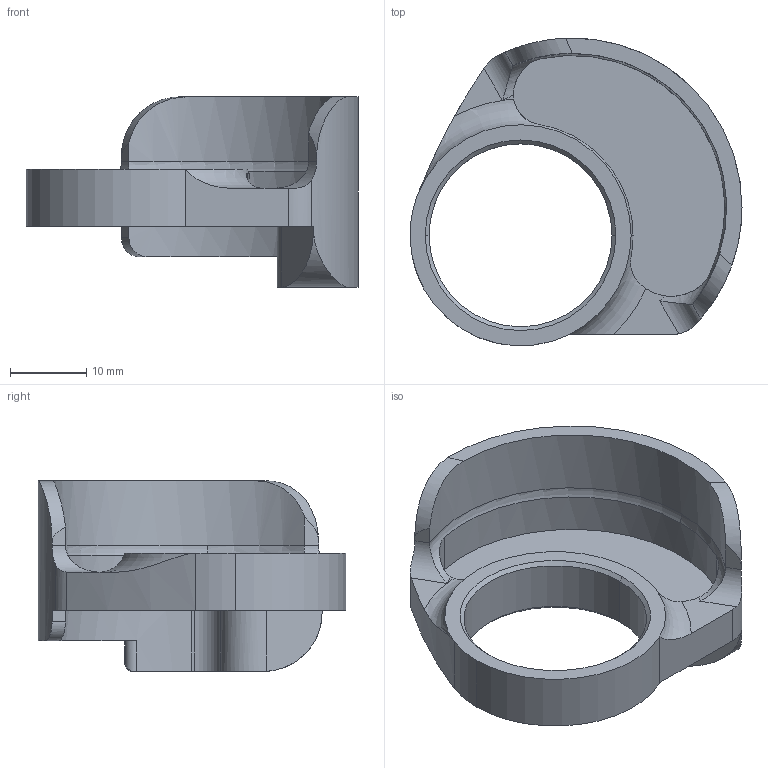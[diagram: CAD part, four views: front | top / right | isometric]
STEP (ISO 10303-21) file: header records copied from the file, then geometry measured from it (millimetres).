
FILE_DESCRIPTION (( 'STEP AP214' ), '1' );
FILE_NAME ('DR2073R.STEP', '2023-07-14T16:18:12', ( '' ), ( '' ), 'SwSTEP 2.0', 'SolidWorks 2022', '' );
FILE_SCHEMA (( 'AUTOMOTIVE_DESIGN' ));
Length unit declared in the file: millimetre
Products named in the file (1): DR2073R
Bounding box: 43.55 x 40.32 x 25 mm (x, y, z)
Volume: 6463.5 mm3; surface area: 5610.3 mm2
Topology: 1 solids, 1 shells, 55 faces, 151 edges, 98 vertices
Faces by surface type: cylinder 31, plane 16, cone 4, torus 4
Entity records: 2063 total; most frequent: CARTESIAN_POINT 639, ORIENTED_EDGE 302, DIRECTION 291, EDGE_CURVE 151, AXIS2_PLACEMENT_3D 118, VERTEX_POINT 98, CIRCLE 62, EDGE_LOOP 57
